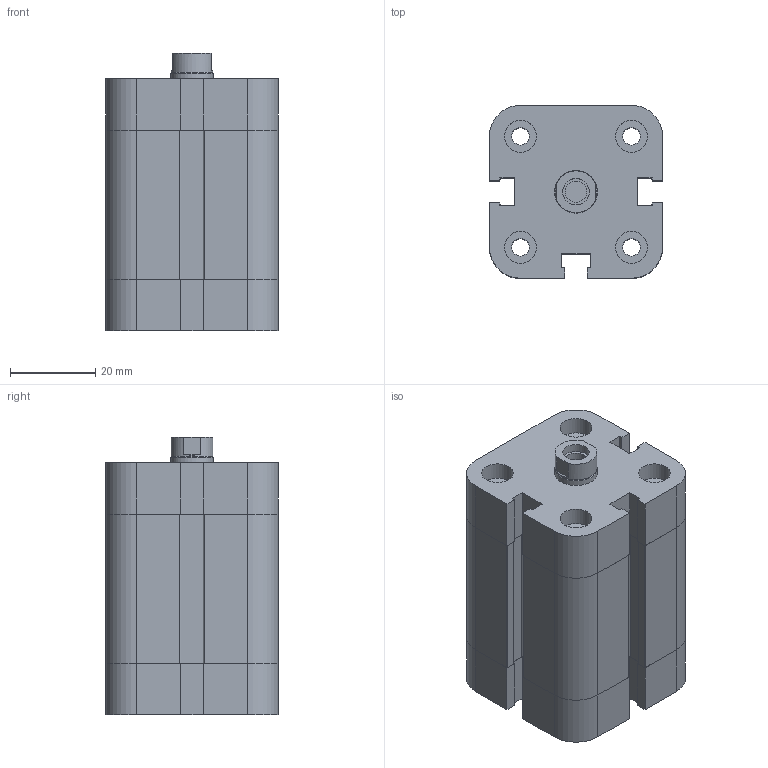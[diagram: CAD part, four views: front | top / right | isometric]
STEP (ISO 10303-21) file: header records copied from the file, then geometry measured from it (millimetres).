
FILE_DESCRIPTION((''),'2;1');
FILE_NAME('155#_25_0020_01_#-01.iam.stp','2011-03-29T08:21:41',(''),(''),'Autodesk Inventor 2011','Autodesk Inventor 2011','');
FILE_SCHEMA(('AUTOMOTIVE_DESIGN { 1 0 10303 214 1 1 1 1 }'));
Length unit declared in the file: millimetre
Products named in the file (5): 155#_25_0020_01_#-01; 1525_502; 1540_503_25_0020; 1540_504_25_0020; 1525_501
Assembly tree (4 placements, depth 2):
  155#_25_0020_01_#-01
    1525_502
    1540_503_25_0020
    1540_504_25_0020
    1525_501
Bounding box: 40.5 x 40.5 x 65 mm (x, y, z)
Volume: 75424.3 mm3; surface area: 29108.7 mm2
Topology: 4 solids, 4 shells, 189 faces, 492 edges, 327 vertices
Faces by surface type: plane 120, cylinder 68, cone 1
Full cylindrical faces by diameter (mm): 4.1 x12, 4.2 x2, 4.5 x2, 5 x1, 6.2 x1, 7.5 x8, 9 x1, 9.8 x1, 10 x2, 25 x2
Entity records: 5946 total; most frequent: DIRECTION 998, CARTESIAN_POINT 980, ORIENTED_EDGE 914, EDGE_CURVE 457, AXIS2_PLACEMENT_3D 343, VERTEX_POINT 325, VECTOR 312, LINE 312
